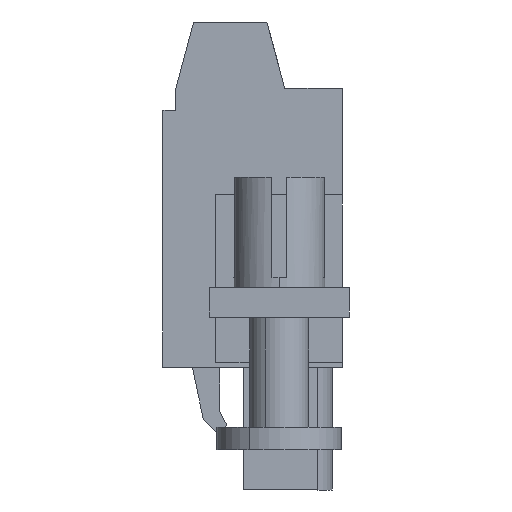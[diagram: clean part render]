
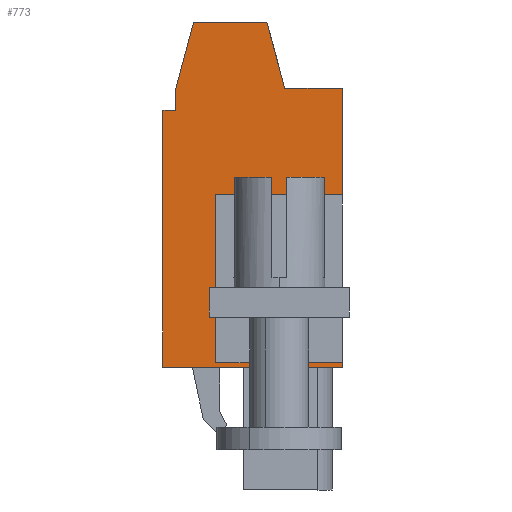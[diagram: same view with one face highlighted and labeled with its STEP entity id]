
A CAD part, left-side view. The second image highlights one B-rep face of the part: STEP entity #773.
In plain terms, the highlighted planar face has unit normal (-1, 0, 0).
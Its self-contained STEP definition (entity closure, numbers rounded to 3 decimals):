
#681=AXIS2_PLACEMENT_3D('Plane Axis2P3D',#678,#679,#680) ;
#49=CARTESIAN_POINT('Vertex',(12.1,12.65,25.8)) ;
#52=CARTESIAN_POINT('Line Origine',(12.1,12.213,25.8)) ;
#56=CARTESIAN_POINT('Vertex',(12.1,11.775,25.8)) ;
#129=CARTESIAN_POINT('Vertex',(12.1,12.65,8.35)) ;
#132=CARTESIAN_POINT('Line Origine',(12.1,12.65,17.075)) ;
#678=CARTESIAN_POINT('Axis2P3D Location',(12.1,0.,0.)) ;
#683=CARTESIAN_POINT('Line Origine',(12.1,0.45,23.675)) ;
#687=CARTESIAN_POINT('Vertex',(12.1,0.45,20.05)) ;
#689=CARTESIAN_POINT('Vertex',(12.1,0.45,27.3)) ;
#692=CARTESIAN_POINT('Line Origine',(12.1,2.412,27.3)) ;
#696=CARTESIAN_POINT('Vertex',(12.1,4.375,27.3)) ;
#699=CARTESIAN_POINT('Line Origine',(12.1,4.978,29.55)) ;
#703=CARTESIAN_POINT('Vertex',(12.1,5.581,31.8)) ;
#706=CARTESIAN_POINT('Line Origine',(12.1,8.075,31.8)) ;
#710=CARTESIAN_POINT('Vertex',(12.1,10.569,31.8)) ;
#713=CARTESIAN_POINT('Line Origine',(12.1,11.172,29.55)) ;
#717=CARTESIAN_POINT('Vertex',(12.1,11.775,27.3)) ;
#720=CARTESIAN_POINT('Line Origine',(12.1,11.775,26.55)) ;
#725=CARTESIAN_POINT('Line Origine',(12.1,6.55,8.35)) ;
#729=CARTESIAN_POINT('Vertex',(12.1,0.45,8.35)) ;
#732=CARTESIAN_POINT('Line Origine',(12.1,0.45,8.5)) ;
#736=CARTESIAN_POINT('Vertex',(12.1,0.45,8.65)) ;
#739=CARTESIAN_POINT('Line Origine',(12.1,4.75,8.65)) ;
#743=CARTESIAN_POINT('Vertex',(12.1,9.05,8.65)) ;
#746=CARTESIAN_POINT('Line Origine',(12.1,9.05,14.35)) ;
#750=CARTESIAN_POINT('Vertex',(12.1,9.05,20.05)) ;
#753=CARTESIAN_POINT('Line Origine',(12.1,4.75,20.05)) ;
#53=DIRECTION('Vector Direction',(0.,1.,0.)) ;
#133=DIRECTION('Vector Direction',(0.,0.,-1.)) ;
#679=DIRECTION('Axis2P3D Direction',(-1.,0.,0.)) ;
#680=DIRECTION('Axis2P3D XDirection',(0.,0.,1.)) ;
#684=DIRECTION('Vector Direction',(0.,0.,1.)) ;
#693=DIRECTION('Vector Direction',(0.,1.,0.)) ;
#700=DIRECTION('Vector Direction',(0.,0.259,0.966)) ;
#707=DIRECTION('Vector Direction',(0.,1.,0.)) ;
#714=DIRECTION('Vector Direction',(0.,0.259,-0.966)) ;
#721=DIRECTION('Vector Direction',(0.,0.,-1.)) ;
#726=DIRECTION('Vector Direction',(0.,-1.,0.)) ;
#733=DIRECTION('Vector Direction',(0.,0.,1.)) ;
#740=DIRECTION('Vector Direction',(0.,-1.,0.)) ;
#747=DIRECTION('Vector Direction',(0.,0.,-1.)) ;
#754=DIRECTION('Vector Direction',(0.,-1.,0.)) ;
#54=VECTOR('Line Direction',#53,1.) ;
#134=VECTOR('Line Direction',#133,1.) ;
#685=VECTOR('Line Direction',#684,1.) ;
#694=VECTOR('Line Direction',#693,1.) ;
#701=VECTOR('Line Direction',#700,1.) ;
#708=VECTOR('Line Direction',#707,1.) ;
#715=VECTOR('Line Direction',#714,1.) ;
#722=VECTOR('Line Direction',#721,1.) ;
#727=VECTOR('Line Direction',#726,1.) ;
#734=VECTOR('Line Direction',#733,1.) ;
#741=VECTOR('Line Direction',#740,1.) ;
#748=VECTOR('Line Direction',#747,1.) ;
#755=VECTOR('Line Direction',#754,1.) ;
#759=ORIENTED_EDGE('',*,*,#691,.T.) ;
#760=ORIENTED_EDGE('',*,*,#698,.T.) ;
#761=ORIENTED_EDGE('',*,*,#705,.T.) ;
#762=ORIENTED_EDGE('',*,*,#712,.T.) ;
#763=ORIENTED_EDGE('',*,*,#719,.T.) ;
#764=ORIENTED_EDGE('',*,*,#724,.T.) ;
#765=ORIENTED_EDGE('',*,*,#58,.T.) ;
#766=ORIENTED_EDGE('',*,*,#136,.T.) ;
#767=ORIENTED_EDGE('',*,*,#731,.T.) ;
#768=ORIENTED_EDGE('',*,*,#738,.T.) ;
#769=ORIENTED_EDGE('',*,*,#745,.F.) ;
#770=ORIENTED_EDGE('',*,*,#752,.F.) ;
#771=ORIENTED_EDGE('',*,*,#757,.T.) ;
#773=ADVANCED_FACE('HOUSING',(#772),#682,.T.) ;
#58=EDGE_CURVE('',#57,#50,#55,.T.) ;
#136=EDGE_CURVE('',#50,#130,#135,.T.) ;
#691=EDGE_CURVE('',#688,#690,#686,.T.) ;
#698=EDGE_CURVE('',#690,#697,#695,.T.) ;
#705=EDGE_CURVE('',#697,#704,#702,.T.) ;
#712=EDGE_CURVE('',#704,#711,#709,.T.) ;
#719=EDGE_CURVE('',#711,#718,#716,.T.) ;
#724=EDGE_CURVE('',#718,#57,#723,.T.) ;
#731=EDGE_CURVE('',#130,#730,#728,.T.) ;
#738=EDGE_CURVE('',#730,#737,#735,.T.) ;
#745=EDGE_CURVE('',#744,#737,#742,.T.) ;
#752=EDGE_CURVE('',#751,#744,#749,.T.) ;
#757=EDGE_CURVE('',#751,#688,#756,.T.) ;
#758=EDGE_LOOP('',(#759,#760,#761,#762,#763,#764,#765,#766,#767,#768,#769,#770,#771)) ;
#772=FACE_OUTER_BOUND('',#758,.T.) ;
#55=LINE('Line',#52,#54) ;
#135=LINE('Line',#132,#134) ;
#686=LINE('Line',#683,#685) ;
#695=LINE('Line',#692,#694) ;
#702=LINE('Line',#699,#701) ;
#709=LINE('Line',#706,#708) ;
#716=LINE('Line',#713,#715) ;
#723=LINE('Line',#720,#722) ;
#728=LINE('Line',#725,#727) ;
#735=LINE('Line',#732,#734) ;
#742=LINE('Line',#739,#741) ;
#749=LINE('Line',#746,#748) ;
#756=LINE('Line',#753,#755) ;
#682=PLANE('',#681) ;
#50=VERTEX_POINT('',#49) ;
#57=VERTEX_POINT('',#56) ;
#130=VERTEX_POINT('',#129) ;
#688=VERTEX_POINT('',#687) ;
#690=VERTEX_POINT('',#689) ;
#697=VERTEX_POINT('',#696) ;
#704=VERTEX_POINT('',#703) ;
#711=VERTEX_POINT('',#710) ;
#718=VERTEX_POINT('',#717) ;
#730=VERTEX_POINT('',#729) ;
#737=VERTEX_POINT('',#736) ;
#744=VERTEX_POINT('',#743) ;
#751=VERTEX_POINT('',#750) ;
